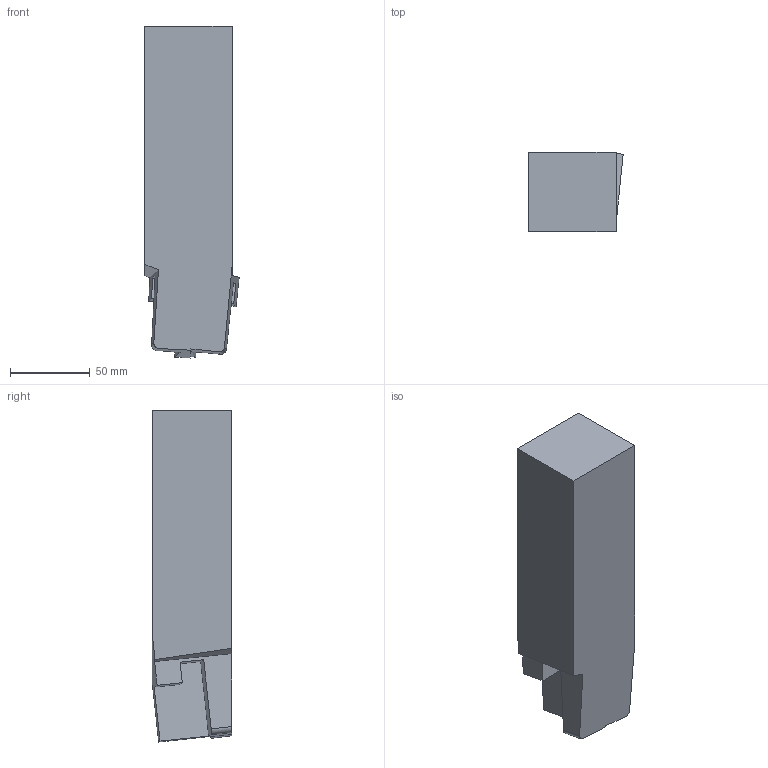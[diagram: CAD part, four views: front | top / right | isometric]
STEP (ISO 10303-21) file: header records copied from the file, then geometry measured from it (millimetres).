
FILE_DESCRIPTION(/* description */ (''),/* implementation_level */ '2;1');
FILE_NAME(/* name */ '1591617328249.stp',/* time_stamp */ '2020-06-08T17:25:38+06:00',/* author */ (''),/* organization */ ('SMS'),/* preprocessor_version */ 'ST-DEVELOPER v16.7',/* originating_system */ 'SIEMENS PLM Software NX 12.0',/* authorisation */ '');
FILE_SCHEMA (('AUTOMOTIVE_DESIGN { 1 0 10303 214 3 1 1 1 }'));
Length unit declared in the file: millimetre
Products named in the file (1): 203023315mod000_00
Bounding box: 59.32 x 49.85 x 208.82 mm (x, y, z)
Volume: 494718 mm3; surface area: 48615.1 mm2
Topology: 1 solids, 1 shells, 27 faces, 74 edges, 53 vertices
Faces by surface type: plane 25, cylinder 2
Entity records: 926 total; most frequent: CARTESIAN_POINT 159, ORIENTED_EDGE 148, DIRECTION 142, EDGE_CURVE 74, LINE 70, VECTOR 70, VERTEX_POINT 49, AXIS2_PLACEMENT_3D 36
